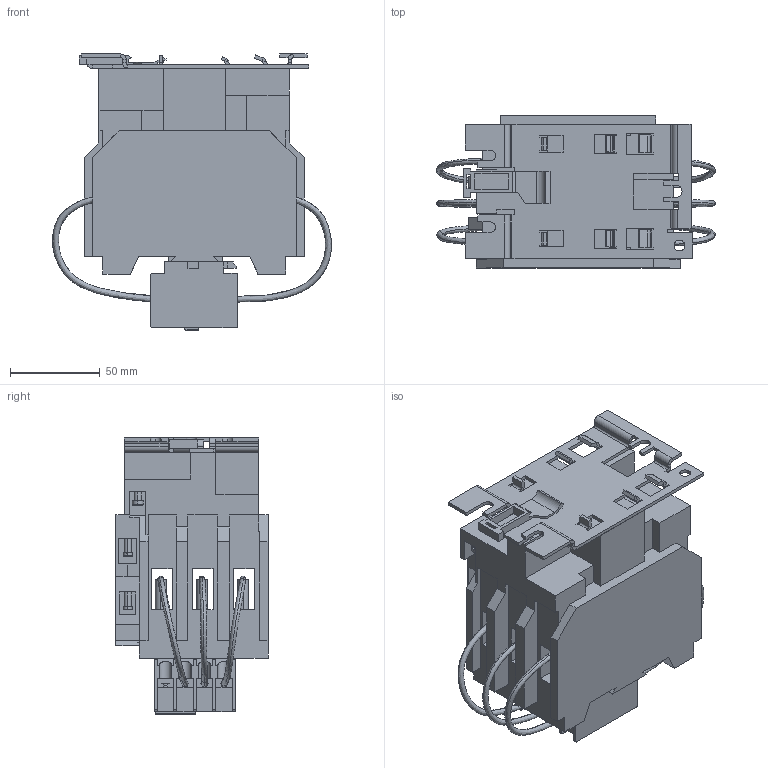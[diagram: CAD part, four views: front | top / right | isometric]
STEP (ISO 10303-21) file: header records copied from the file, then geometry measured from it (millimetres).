
FILE_DESCRIPTION (( 'STEP AP203' ), '1' );
FILE_NAME ('Êîíòàêòîð ÊÌÝÊ 40êÂÀð 230 2NO+1NC (ctrk-s-95-40-230).STEP', '2018-10-19T12:30:06', ( '' ), ( '' ), 'SwSTEP 2.0', 'SolidWorks 2017', '' );
FILE_SCHEMA (( 'CONFIG_CONTROL_DESIGN' ));
Length unit declared in the file: millimetre
Products named in the file (4): Êîíòàêòîð ÊÌÝÊ 40êÂÀð 230 2NO+1NC (ctrk-s-95-40-230); Ïðèñòàâêà êîíòàêòîðíàÿ ÏÊÝ-04; Ïðîâîäà; ﾊﾌﾝ-8011, 9511
Assembly tree (3 placements, depth 2):
  Êîíòàêòîð ÊÌÝÊ 40êÂÀð 230 2NO+1NC (ctrk-s-95-40-230)
    ﾊﾌﾝ-8011, 9511
    Ïðèñòàâêà êîíòàêòîðíàÿ ÏÊÝ-04
    Ïðîâîäà
Bounding box: 155.79 x 85 x 154.2 mm (x, y, z)
Volume: 818969.6 mm3; surface area: 151491.2 mm2
Topology: 15 solids, 15 shells, 1339 faces, 3605 edges, 2336 vertices
Faces by surface type: plane 1082, cylinder 181, torus 46, bspline 30
Entity records: 44427 total; most frequent: CARTESIAN_POINT 10304, ORIENTED_EDGE 7210, DIRECTION 6633, EDGE_CURVE 3605, VECTOR 2935, LINE 2935, VERTEX_POINT 2336, AXIS2_PLACEMENT_3D 1849
